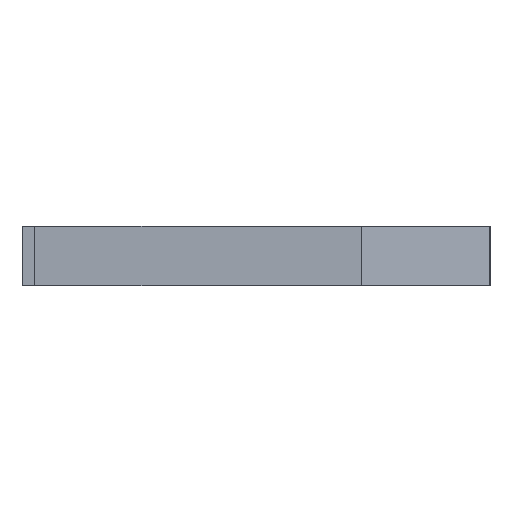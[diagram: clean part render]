
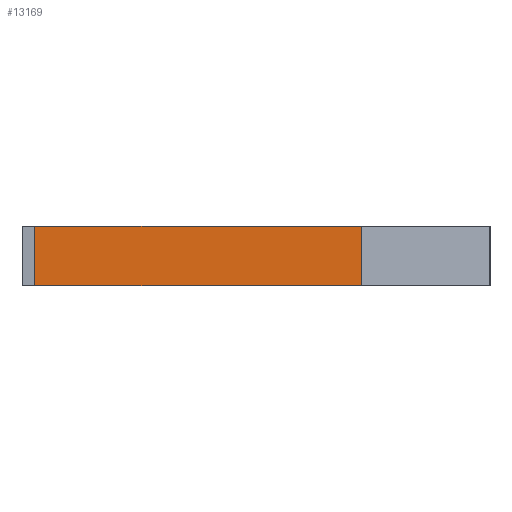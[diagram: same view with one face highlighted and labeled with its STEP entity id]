
A CAD part, left-side view. The second image highlights one B-rep face of the part: STEP entity #13169.
In plain terms, the highlighted planar face has unit normal (-1, 0, 0).
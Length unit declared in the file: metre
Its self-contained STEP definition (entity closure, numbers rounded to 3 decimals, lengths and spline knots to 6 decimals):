
#930=PLANE('',#13920);
#3745=ORIENTED_EDGE('',*,*,#7074,.F.);
#3746=ORIENTED_EDGE('',*,*,#7075,.F.);
#3747=ORIENTED_EDGE('',*,*,#6952,.T.);
#3748=ORIENTED_EDGE('',*,*,#7073,.T.);
#6952=EDGE_CURVE('',#8349,#8348,#9488,.T.);
#7073=EDGE_CURVE('',#8348,#8449,#9609,.T.);
#7074=EDGE_CURVE('',#8450,#8449,#9610,.T.);
#7075=EDGE_CURVE('',#8349,#8450,#9611,.T.);
#8348=VERTEX_POINT('',#22731);
#8349=VERTEX_POINT('',#22733);
#8449=VERTEX_POINT('',#22971);
#8450=VERTEX_POINT('',#22975);
#9488=LINE('',#22732,#10709);
#9609=LINE('',#22972,#10830);
#9610=LINE('',#22974,#10831);
#9611=LINE('',#22976,#10832);
#10709=VECTOR('',#16226,1.);
#10830=VECTOR('',#16383,1.);
#10831=VECTOR('',#16386,1.);
#10832=VECTOR('',#16387,1.);
#11547=EDGE_LOOP('',(#3745,#3746,#3747,#3748));
#12291=FACE_BOUND('',#11547,.T.);
#13169=ADVANCED_FACE('',(#12291),#930,.T.);
#13920=AXIS2_PLACEMENT_3D('',#22973,#16384,#16385);
#16226=DIRECTION('',(0.,1.,0.));
#16383=DIRECTION('',(0.,0.,-1.));
#16384=DIRECTION('',(-1.,0.,0.));
#16385=DIRECTION('',(0.,0.,1.));
#16386=DIRECTION('',(0.,1.,0.));
#16387=DIRECTION('',(0.,0.,-1.));
#22731=CARTESIAN_POINT('',(-0.055517,0.048571,0.013));
#22732=CARTESIAN_POINT('',(-0.055517,0.012821,0.013));
#22733=CARTESIAN_POINT('',(-0.055517,-0.022929,0.013));
#22971=CARTESIAN_POINT('',(-0.055517,0.048571,0.));
#22972=CARTESIAN_POINT('',(-0.055517,0.048571,0.013));
#22973=CARTESIAN_POINT('',(-0.055517,0.012821,0.013));
#22974=CARTESIAN_POINT('',(-0.055517,0.012821,0.));
#22975=CARTESIAN_POINT('',(-0.055517,-0.022929,0.));
#22976=CARTESIAN_POINT('',(-0.055517,-0.022929,0.013));
